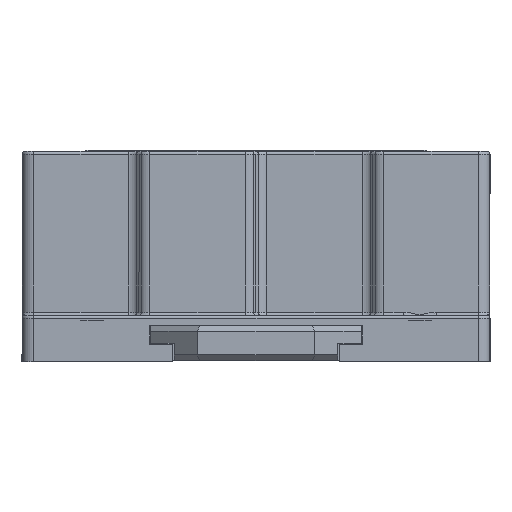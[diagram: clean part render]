
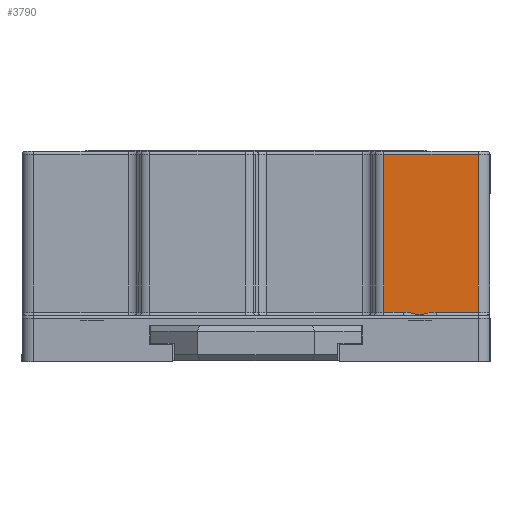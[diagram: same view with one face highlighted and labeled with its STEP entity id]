
A CAD part, front view. The second image highlights one B-rep face of the part: STEP entity #3790.
In plain terms, the highlighted face is planar.
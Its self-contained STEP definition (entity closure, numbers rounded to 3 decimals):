
#107=B_SPLINE_CURVE_WITH_KNOTS('',3,(#6658,#6659,#6660,#6661,#6662,#6663,
#6664,#6665,#6666,#6667),.UNSPECIFIED.,.F.,.F.,(4,3,3,4),(0.,0.5,0.75,1.),
 .UNSPECIFIED.);
#108=B_SPLINE_CURVE_WITH_KNOTS('',3,(#6678,#6679,#6680,#6681,#6682,#6683,
#6684,#6685,#6686,#6687),.UNSPECIFIED.,.F.,.F.,(4,3,3,4),(0.,0.5,0.75,1.),
 .UNSPECIFIED.);
#470=FACE_OUTER_BOUND('',#691,.T.);
#691=EDGE_LOOP('',(#3226,#3227,#3228,#3229,#3230,#3231,#3232));
#1112=LINE('',#6669,#1487);
#1113=LINE('',#6671,#1488);
#1114=LINE('',#6673,#1489);
#1115=LINE('',#6675,#1490);
#1116=LINE('',#6677,#1491);
#1487=VECTOR('',#5076,3.59);
#1488=VECTOR('',#5077,13.5);
#1489=VECTOR('',#5078,8.086);
#1490=VECTOR('',#5079,13.5);
#1491=VECTOR('',#5080,1.676);
#1836=VERTEX_POINT('',#6656);
#1837=VERTEX_POINT('',#6657);
#1838=VERTEX_POINT('',#6668);
#1839=VERTEX_POINT('',#6670);
#1840=VERTEX_POINT('',#6672);
#1841=VERTEX_POINT('',#6674);
#1842=VERTEX_POINT('',#6676);
#2314=EDGE_CURVE('',#1836,#1837,#107,.F.);
#2315=EDGE_CURVE('',#1837,#1838,#1112,.T.);
#2316=EDGE_CURVE('',#1838,#1839,#1113,.T.);
#2317=EDGE_CURVE('',#1839,#1840,#1114,.F.);
#2318=EDGE_CURVE('',#1840,#1841,#1115,.F.);
#2319=EDGE_CURVE('',#1841,#1842,#1116,.T.);
#2320=EDGE_CURVE('',#1842,#1836,#108,.T.);
#3226=ORIENTED_EDGE('',*,*,#2314,.T.);
#3227=ORIENTED_EDGE('',*,*,#2315,.T.);
#3228=ORIENTED_EDGE('',*,*,#2316,.T.);
#3229=ORIENTED_EDGE('',*,*,#2317,.T.);
#3230=ORIENTED_EDGE('',*,*,#2318,.T.);
#3231=ORIENTED_EDGE('',*,*,#2319,.T.);
#3232=ORIENTED_EDGE('',*,*,#2320,.T.);
#3643=PLANE('',#4139);
#3790=ADVANCED_FACE('',(#470),#3643,.T.);
#4139=AXIS2_PLACEMENT_3D('',#6655,#5074,#5075);
#5074=DIRECTION('center_axis',(0.,0.,1.));
#5075=DIRECTION('ref_axis',(1.,0.,0.));
#5076=DIRECTION('',(1.,0.,0.));
#5077=DIRECTION('',(0.,1.,0.));
#5078=DIRECTION('',(1.,0.,0.));
#5079=DIRECTION('',(0.,1.,0.));
#5080=DIRECTION('',(1.,0.,0.));
#6655=CARTESIAN_POINT('Origin',(10.,-6.05,-8.5));
#6656=CARTESIAN_POINT('',(14.,4.,-8.5));
#6657=CARTESIAN_POINT('',(15.41,4.25,-8.5));
#6658=CARTESIAN_POINT('Ctrl Pts',(15.41,4.25,-8.5));
#6659=CARTESIAN_POINT('Ctrl Pts',(15.168,4.25,-8.5));
#6660=CARTESIAN_POINT('Ctrl Pts',(14.932,4.213,-8.5));
#6661=CARTESIAN_POINT('Ctrl Pts',(14.698,4.166,-8.5));
#6662=CARTESIAN_POINT('Ctrl Pts',(14.581,4.142,-8.5));
#6663=CARTESIAN_POINT('Ctrl Pts',(14.464,4.115,-8.5));
#6664=CARTESIAN_POINT('Ctrl Pts',(14.348,4.087,-8.5));
#6665=CARTESIAN_POINT('Ctrl Pts',(14.232,4.059,-8.5));
#6666=CARTESIAN_POINT('Ctrl Pts',(14.117,4.03,-8.5));
#6667=CARTESIAN_POINT('Ctrl Pts',(14.,4.,-8.5));
#6668=CARTESIAN_POINT('',(19.,4.25,-8.5));
#6669=CARTESIAN_POINT('',(15.41,4.25,-8.5));
#6670=CARTESIAN_POINT('',(19.,17.75,-8.5));
#6671=CARTESIAN_POINT('',(19.,4.25,-8.5));
#6672=CARTESIAN_POINT('',(10.914,17.75,-8.5));
#6673=CARTESIAN_POINT('',(10.914,17.75,-8.5));
#6674=CARTESIAN_POINT('',(10.914,4.25,-8.5));
#6675=CARTESIAN_POINT('',(10.914,4.25,-8.5));
#6676=CARTESIAN_POINT('',(12.59,4.25,-8.5));
#6677=CARTESIAN_POINT('',(10.914,4.25,-8.5));
#6678=CARTESIAN_POINT('Ctrl Pts',(12.59,4.25,-8.5));
#6679=CARTESIAN_POINT('Ctrl Pts',(12.832,4.25,-8.5));
#6680=CARTESIAN_POINT('Ctrl Pts',(13.068,4.213,-8.5));
#6681=CARTESIAN_POINT('Ctrl Pts',(13.302,4.166,-8.5));
#6682=CARTESIAN_POINT('Ctrl Pts',(13.419,4.142,-8.5));
#6683=CARTESIAN_POINT('Ctrl Pts',(13.536,4.115,-8.5));
#6684=CARTESIAN_POINT('Ctrl Pts',(13.652,4.087,-8.5));
#6685=CARTESIAN_POINT('Ctrl Pts',(13.768,4.059,-8.5));
#6686=CARTESIAN_POINT('Ctrl Pts',(13.883,4.03,-8.5));
#6687=CARTESIAN_POINT('Ctrl Pts',(14.,4.,-8.5));
